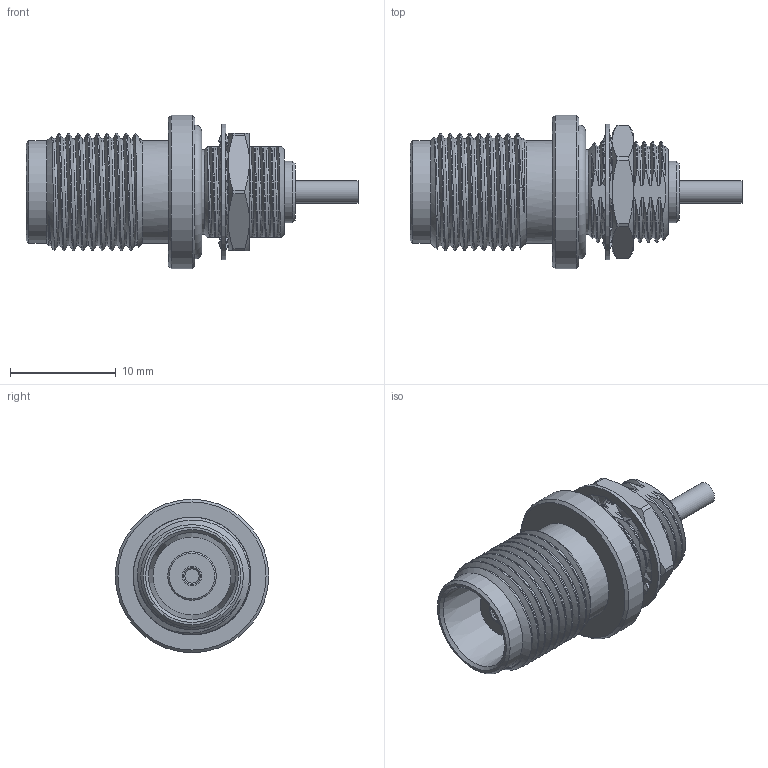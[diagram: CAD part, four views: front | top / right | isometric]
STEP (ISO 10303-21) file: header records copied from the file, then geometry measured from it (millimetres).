
FILE_DESCRIPTION (( 'STEP AP203' ), '1' );
FILE_NAME ('PE45130 ¦ FMC01056.step', '2020-04-03T19:40:16', ( '' ), ( '' ), 'SwSTEP 2.0', 'SolidWorks 2018', '' );
FILE_SCHEMA (( 'CONFIG_CONTROL_DESIGN' ));
Products named in the file (1): PE45130 ｦ FMC01056
Bounding box: 31.37 x 14.5 x 14.5 mm (x, y, z)
Volume: 1841 mm3; surface area: 2292.3 mm2
Topology: 4 solids, 4 shells, 251 faces, 708 edges, 473 vertices
Faces by surface type: bspline 104, cylinder 62, plane 52, cone 32, torus 1
Full cylindrical faces by diameter (mm): 1.346 x1, 1.592 x1, 1.854 x1, 2.1 x1, 4.572 x1, 5.845 x1, 8.014 x1, 9.525 x1, 9.707 x2, 12.837 x1, 13.024 x1, 14.5 x1
Entity records: 31597 total; most frequent: CARTESIAN_POINT 26409, ORIENTED_EDGE 1320, DIRECTION 696, EDGE_CURVE 660, VERTEX_POINT 455, EDGE_LOOP 287, AXIS2_PLACEMENT_3D 274, B_SPLINE_CURVE_WITH_KNOTS 261
